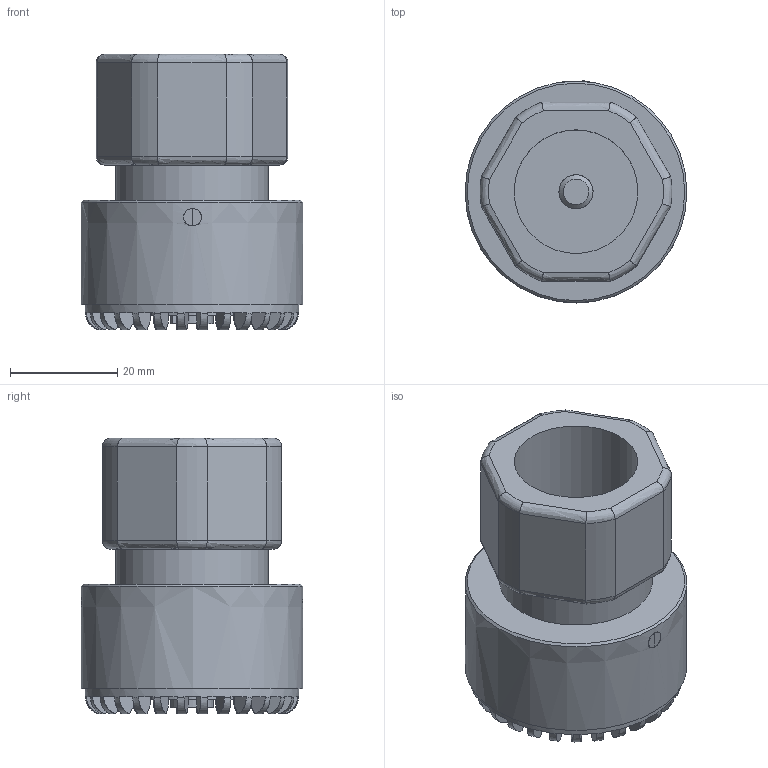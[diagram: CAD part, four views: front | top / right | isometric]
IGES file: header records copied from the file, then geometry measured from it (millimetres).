
Start section: SolidWorks IGES file using analytic representation for surfaces
Global section: file name: NTS-C NPT-FMA.IGS; native system: SolidWorks 2019; preprocessor: SolidWorks 2019; author: lpeoples; date: 210128.143545; units: inch
Bounding box: 41.27 x 41.29 x 51.31 mm (x, y, z)
Surface area: 11197.6 mm2 (no closed solid volume)
Topology: 0 solids, 0 shells, 347 faces, 2173 edges, 2164 vertices
Faces by surface type: revolution 185, bspline 162
